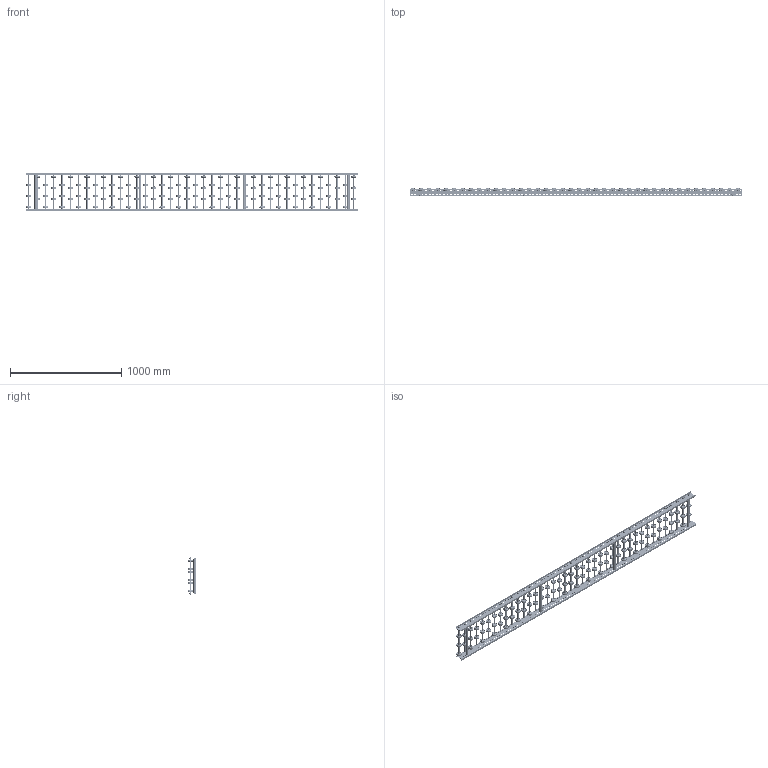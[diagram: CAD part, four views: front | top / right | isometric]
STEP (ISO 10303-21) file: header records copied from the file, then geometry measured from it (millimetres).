
FILE_DESCRIPTION (( 'STEP AP214' ), '1' );
FILE_NAME ('0052282.step', '2021-10-26T13:18:04', ( '' ), ( '' ), 'SwSTEP 2.0', 'SolidWorks 2020', '' );
FILE_SCHEMA (( 'AUTOMOTIVE_DESIGN' ));
Length unit declared in the file: millimetre
Products named in the file (9): Hutmutter_DIN_1587_M8; Profil_LRB-20x70x20x2_KFG_S109080_U-PROFIL-20-70-20-2-LRB-L=2987,5; 0011532_2300-48-8; 0052282; S106837_Gewindestange-M8-KFG_L320; Röllchenachse-für-Konfiguration_EL300; S100994_Sperrzahnschraube_M08x16-8.8-A2K; 0046278_KB-ROHR-12X1,75mm_KFG_L76; Traversen_KFG_L300
Assembly tree (141 placements, depth 3):
  0052282
    Profil_LRB-20x70x20x2_KFG_S109080_U-PROFIL-20-70-20-2-LRB-L=2987,5  x2
    S100994_Sperrzahnschraube_M08x16-8.8-A2K  x8
    Traversen_KFG_L300  x4
    Röllchenachse-für-Konfiguration_EL300  x40
      S106837_Gewindestange-M8-KFG_L320
      0011532_2300-48-8
      0046278_KB-ROHR-12X1,75mm_KFG_L76
    Hutmutter_DIN_1587_M8  x80
Bounding box: 2987.5 x 78.98 x 340 mm (x, y, z)
Volume: 4744948.9 mm3; surface area: 3588429.3 mm2
Topology: 382 solids, 382 shells, 13972 faces, 30480 edges, 18224 vertices
Faces by surface type: cylinder 5040, torus 3872, cone 2496, plane 2484, bspline 80
Entity records: 42594 total; most frequent: DIRECTION 7923, CARTESIAN_POINT 7145, ORIENTED_EDGE 6552, AXIS2_PLACEMENT_3D 3428, EDGE_CURVE 3276, VERTEX_POINT 2154, EDGE_LOOP 2130, CIRCLE 2129
